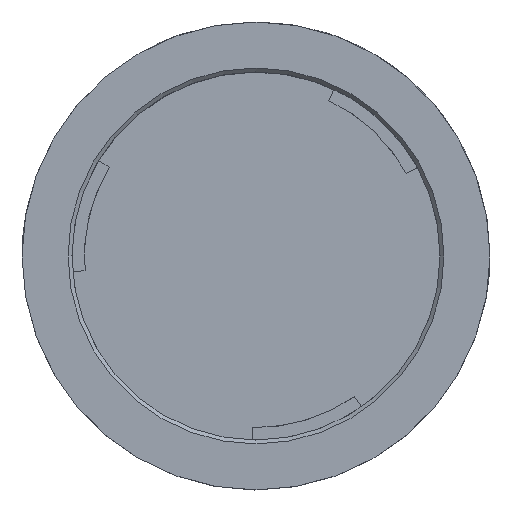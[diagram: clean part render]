
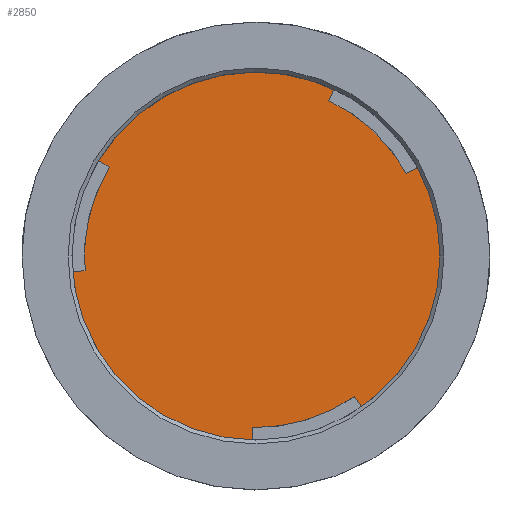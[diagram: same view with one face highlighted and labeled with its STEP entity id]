
A CAD part, top view. The second image highlights one B-rep face of the part: STEP entity #2850.
In plain terms, the highlighted planar face has unit normal (0, 0, 1).
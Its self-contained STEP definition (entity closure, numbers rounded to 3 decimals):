
#1989=CARTESIAN_POINT('',(1.288,-21.963,-17.));
#1990=VERTEX_POINT('',#1989);
#1999=CARTESIAN_POINT('',(-0.443,-21.996,-17.));
#2000=VERTEX_POINT('',#1999);
#2001=CARTESIAN_POINT('',(0.,-0.001,-17.));
#2002=DIRECTION('',(-0.,-0.,-1.));
#2003=DIRECTION('',(1.,0.,-0.));
#2004=AXIS2_PLACEMENT_3D('',#2001,#2002,#2003);
#2005=CIRCLE('',#2004,22.);
#2006=EDGE_CURVE('',#1990,#2000,#2005,.T.);
#2096=CARTESIAN_POINT('',(-18.827,11.381,-17.));
#2097=VERTEX_POINT('',#2096);
#2098=CARTESIAN_POINT('',(-19.664,9.865,-17.));
#2099=VERTEX_POINT('',#2098);
#2100=CARTESIAN_POINT('',(0.,-0.001,-17.));
#2101=DIRECTION('',(0.,0.,1.));
#2102=DIRECTION('',(1.,0.,-0.));
#2103=AXIS2_PLACEMENT_3D('',#2100,#2101,#2102);
#2104=CIRCLE('',#2103,22.);
#2105=EDGE_CURVE('',#2097,#2099,#2104,.T.);
#2203=CARTESIAN_POINT('',(19.27,10.613,-17.));
#2204=VERTEX_POINT('',#2203);
#2205=CARTESIAN_POINT('',(18.376,12.096,-17.));
#2206=VERTEX_POINT('',#2205);
#2207=CARTESIAN_POINT('',(0.,-0.001,-17.));
#2208=DIRECTION('',(0.,0.,1.));
#2209=DIRECTION('',(1.,0.,-0.));
#2210=AXIS2_PLACEMENT_3D('',#2207,#2208,#2209);
#2211=CIRCLE('',#2210,22.);
#2212=EDGE_CURVE('',#2204,#2206,#2211,.T.);
#2413=CARTESIAN_POINT('',(19.712,12.975,-17.));
#2414=VERTEX_POINT('',#2413);
#2421=CARTESIAN_POINT('',(19.712,12.975,-17.));
#2422=DIRECTION('',(-0.835,-0.55,0.));
#2423=VECTOR('',#2422,1.6);
#2424=LINE('',#2421,#2423);
#2425=EDGE_CURVE('',#2414,#2206,#2424,.T.);
#2438=CARTESIAN_POINT('',(-20.177,12.24,-17.));
#2439=VERTEX_POINT('',#2438);
#2440=CARTESIAN_POINT('',(-18.827,11.381,-17.));
#2441=DIRECTION('',(-0.844,0.537,0.));
#2442=VECTOR('',#2441,1.6);
#2443=LINE('',#2440,#2442);
#2444=EDGE_CURVE('',#2097,#2439,#2443,.T.);
#2564=CARTESIAN_POINT('',(-21.094,10.582,-17.));
#2565=VERTEX_POINT('',#2564);
#2572=CARTESIAN_POINT('',(-21.094,10.582,-17.));
#2573=DIRECTION('',(0.894,-0.448,0.));
#2574=VECTOR('',#2573,1.6);
#2575=LINE('',#2572,#2574);
#2576=EDGE_CURVE('',#2565,#2099,#2575,.T.);
#2588=CARTESIAN_POINT('',(-0.512,-23.595,-17.));
#2589=VERTEX_POINT('',#2588);
#2590=CARTESIAN_POINT('',(-0.512,-23.595,-17.));
#2591=DIRECTION('',(0.043,0.999,0.));
#2592=VECTOR('',#2591,1.6);
#2593=LINE('',#2590,#2592);
#2594=EDGE_CURVE('',#2589,#2000,#2593,.T.);
#2778=CARTESIAN_POINT('',(1.382,-23.56,-17.));
#2779=VERTEX_POINT('',#2778);
#2780=CARTESIAN_POINT('',(1.288,-21.963,-17.));
#2781=DIRECTION('',(0.059,-0.998,0.));
#2782=VECTOR('',#2781,1.6);
#2783=LINE('',#2780,#2782);
#2784=EDGE_CURVE('',#1990,#2779,#2783,.T.);
#2797=CARTESIAN_POINT('',(0.,-0.001,-17.));
#2798=DIRECTION('',(0.,0.,1.));
#2799=DIRECTION('',(-1.,0.,0.));
#2800=AXIS2_PLACEMENT_3D('',#2797,#2798,#2799);
#2801=PLANE('',#2800);
#2802=ORIENTED_EDGE('',*,*,#2425,.F.);
#2803=CARTESIAN_POINT('',(0.,-0.001,-17.));
#2804=DIRECTION('',(0.,0.,1.));
#2805=DIRECTION('',(1.,0.,-0.));
#2806=AXIS2_PLACEMENT_3D('',#2803,#2804,#2805);
#2807=CIRCLE('',#2806,23.6);
#2808=EDGE_CURVE('',#2414,#2439,#2807,.T.);
#2809=ORIENTED_EDGE('',*,*,#2808,.T.);
#2810=ORIENTED_EDGE('',*,*,#2444,.F.);
#2811=ORIENTED_EDGE('',*,*,#2105,.T.);
#2812=ORIENTED_EDGE('',*,*,#2576,.F.);
#2813=CARTESIAN_POINT('',(0.,-0.001,-17.));
#2814=DIRECTION('',(0.,0.,1.));
#2815=DIRECTION('',(1.,0.,-0.));
#2816=AXIS2_PLACEMENT_3D('',#2813,#2814,#2815);
#2817=CIRCLE('',#2816,23.6);
#2818=EDGE_CURVE('',#2565,#2589,#2817,.T.);
#2819=ORIENTED_EDGE('',*,*,#2818,.T.);
#2820=ORIENTED_EDGE('',*,*,#2594,.T.);
#2821=ORIENTED_EDGE('',*,*,#2006,.F.);
#2822=ORIENTED_EDGE('',*,*,#2784,.T.);
#2823=CARTESIAN_POINT('',(23.6,-0.001,-17.));
#2824=VERTEX_POINT('',#2823);
#2825=CARTESIAN_POINT('',(0.,-0.001,-17.));
#2826=DIRECTION('',(0.,0.,1.));
#2827=DIRECTION('',(1.,0.,-0.));
#2828=AXIS2_PLACEMENT_3D('',#2825,#2826,#2827);
#2829=CIRCLE('',#2828,23.6);
#2830=EDGE_CURVE('',#2779,#2824,#2829,.T.);
#2831=ORIENTED_EDGE('',*,*,#2830,.T.);
#2832=CARTESIAN_POINT('',(20.689,11.353,-17.));
#2833=VERTEX_POINT('',#2832);
#2834=CARTESIAN_POINT('',(0.,-0.001,-17.));
#2835=DIRECTION('',(0.,0.,1.));
#2836=DIRECTION('',(1.,0.,-0.));
#2837=AXIS2_PLACEMENT_3D('',#2834,#2835,#2836);
#2838=CIRCLE('',#2837,23.6);
#2839=EDGE_CURVE('',#2824,#2833,#2838,.T.);
#2840=ORIENTED_EDGE('',*,*,#2839,.T.);
#2841=CARTESIAN_POINT('',(19.27,10.613,-17.));
#2842=DIRECTION('',(0.887,0.462,0.));
#2843=VECTOR('',#2842,1.6);
#2844=LINE('',#2841,#2843);
#2845=EDGE_CURVE('',#2204,#2833,#2844,.T.);
#2846=ORIENTED_EDGE('',*,*,#2845,.F.);
#2847=ORIENTED_EDGE('',*,*,#2212,.T.);
#2848=EDGE_LOOP('',(#2802,#2809,#2810,#2811,#2812,#2819,#2820,#2821,#2822,#2831,#2840,#2846,#2847));
#2849=FACE_BOUND('',#2848,.T.);
#2850=ADVANCED_FACE('',(#2849),#2801,.T.);
